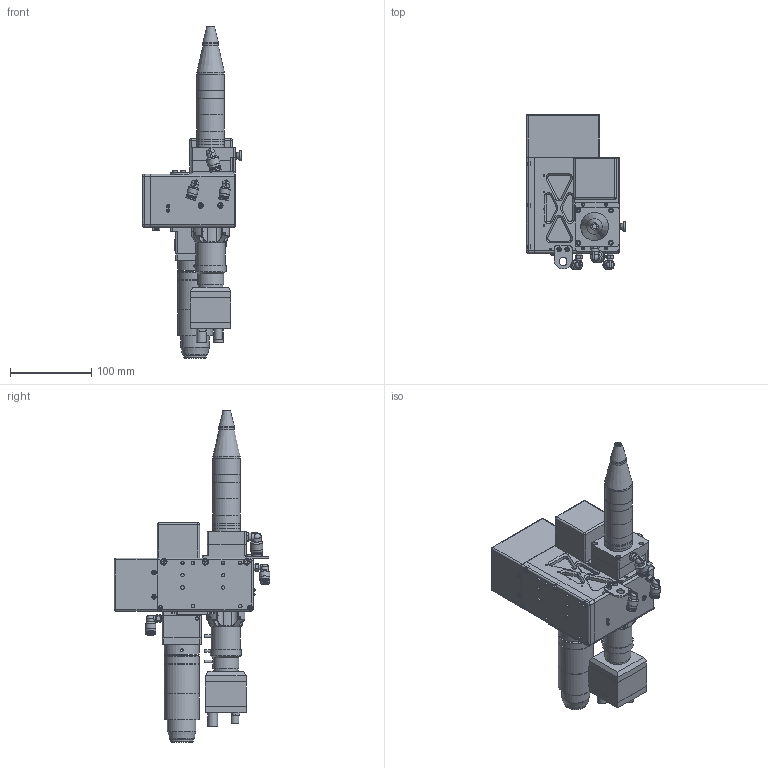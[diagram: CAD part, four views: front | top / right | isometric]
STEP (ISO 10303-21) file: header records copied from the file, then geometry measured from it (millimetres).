
FILE_DESCRIPTION (( 'STEP AP203' ), '1' );
FILE_NAME ('WOB2000C.STEP', '2023-12-18T07:11:36', ( 'Windows 蚚誧' ), ( '' ), 'SwSTEP 2.0', 'SolidWorks 2017', '' );
FILE_SCHEMA (( 'CONFIG_CONTROL_DESIGN' ));
Length unit declared in the file: millimetre
Products named in the file (1): WOB2000C
Bounding box: 121.62 x 191.35 x 407.79 mm (x, y, z)
Surface area: 189178.3 mm2 (no closed solid volume)
Topology: 0 solids, 93 shells, 915 faces, 2982 edges, 2127 vertices
Faces by surface type: plane 439, cylinder 303, cone 113, torus 48, sphere 10, bspline 2
Full cylindrical faces by diameter (mm): 1.3 x24, 1.456 x1, 2.05 x4, 2.5 x1, 2.658 x2, 2.9 x4, 3.3 x7, 3.4 x4, 3.5 x3, 4 x5, 4.2 x8, 4.227 x1, 4.7 x20, 5.5 x6, 6 x15, 6.4 x2, 6.562 x1, 6.8 x4, 7.7 x8, 8 x8, 9.5 x1, 9.8 x1, 9.9 x1, 11.6 x8, 11.7 x4, 12 x4, 12.5 x4, 13.8 x1, 14 x2, 15 x1
Entity records: 33167 total; most frequent: CARTESIAN_POINT 8591, DIRECTION 5140, ORIENTED_EDGE 4005, EDGE_CURVE 2645, VERTEX_POINT 2079, AXIS2_PLACEMENT_3D 1894, EDGE_LOOP 1428, LINE 1352
